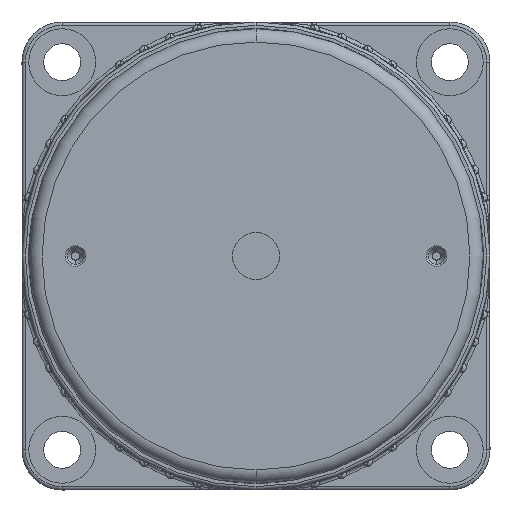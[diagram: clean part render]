
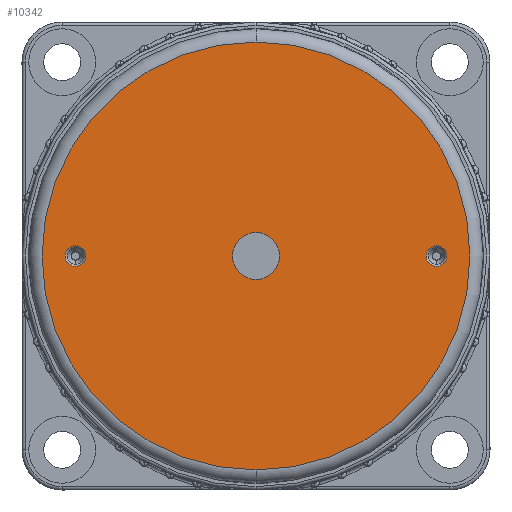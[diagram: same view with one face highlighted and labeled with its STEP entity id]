
A CAD part, left-side view. The second image highlights one B-rep face of the part: STEP entity #10342.
In plain terms, the highlighted planar face has unit normal (-1, 0, 0).
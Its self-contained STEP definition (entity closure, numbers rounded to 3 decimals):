
#77 = DIRECTION ( 'NONE',  ( 0., 0., 1. ) ) ;
#497 = ORIENTED_EDGE ( 'NONE', *, *, #3770, .F. ) ;
#526 = CARTESIAN_POINT ( 'NONE',  ( 0., -27., 0. ) ) ;
#632 = CIRCLE ( 'NONE', #16119, 1.525 ) ;
#755 = DIRECTION ( 'NONE',  ( -1., 0., 0. ) ) ;
#990 = DIRECTION ( 'NONE',  ( 1., 0., 0. ) ) ;
#1093 = ORIENTED_EDGE ( 'NONE', *, *, #11139, .F. ) ;
#1226 = ORIENTED_EDGE ( 'NONE', *, *, #11144, .F. ) ;
#1316 = CIRCLE ( 'NONE', #2731, 1.525 ) ;
#1368 = AXIS2_PLACEMENT_3D ( 'NONE', #8286, #755, #9548 ) ;
#1811 = DIRECTION ( 'NONE',  ( 0., 0., 1. ) ) ;
#2244 = CARTESIAN_POINT ( 'NONE',  ( 0., 0., -3.5 ) ) ;
#2516 = FACE_BOUND ( 'NONE', #16143, .T. ) ;
#2731 = AXIS2_PLACEMENT_3D ( 'NONE', #15094, #7625, #77 ) ;
#2894 = FACE_BOUND ( 'NONE', #3045, .T. ) ;
#2913 = CARTESIAN_POINT ( 'NONE',  ( 0., 0., -32. ) ) ;
#3045 = EDGE_LOOP ( 'NONE', ( #4585, #1093 ) ) ;
#3666 = CIRCLE ( 'NONE', #1368, 32. ) ;
#3753 = VERTEX_POINT ( 'NONE', #2244 ) ;
#3770 = EDGE_CURVE ( 'NONE', #4015, #15728, #5808, .T. ) ;
#3812 = CARTESIAN_POINT ( 'NONE',  ( 0., 0., 0. ) ) ;
#3991 = ORIENTED_EDGE ( 'NONE', *, *, #10849, .T. ) ;
#4015 = VERTEX_POINT ( 'NONE', #14050 ) ;
#4057 = EDGE_LOOP ( 'NONE', ( #3991, #9824 ) ) ;
#4508 = EDGE_CURVE ( 'NONE', #4987, #16234, #632, .T. ) ;
#4520 = DIRECTION ( 'NONE',  ( -1., 0., 0. ) ) ;
#4585 = ORIENTED_EDGE ( 'NONE', *, *, #9260, .F. ) ;
#4652 = DIRECTION ( 'NONE',  ( -1., 0., 0. ) ) ;
#4973 = AXIS2_PLACEMENT_3D ( 'NONE', #7348, #16097, #8599 ) ;
#4987 = VERTEX_POINT ( 'NONE', #10174 ) ;
#5077 = DIRECTION ( 'NONE',  ( 0., 0., 1. ) ) ;
#5278 = CARTESIAN_POINT ( 'NONE',  ( 0., 0., 3.5 ) ) ;
#5808 = CIRCLE ( 'NONE', #4973, 1.525 ) ;
#5984 = PLANE ( 'NONE',  #10709 ) ;
#6028 = CARTESIAN_POINT ( 'NONE',  ( 0., -27., -1.525 ) ) ;
#7348 = CARTESIAN_POINT ( 'NONE',  ( 0., 27., 0. ) ) ;
#7392 = DIRECTION ( 'NONE',  ( -1., 0., 0. ) ) ;
#7625 = DIRECTION ( 'NONE',  ( -1., 0., 0. ) ) ;
#7949 = CARTESIAN_POINT ( 'NONE',  ( 0., 0., 32. ) ) ;
#8093 = VERTEX_POINT ( 'NONE', #7949 ) ;
#8195 = ORIENTED_EDGE ( 'NONE', *, *, #14451, .F. ) ;
#8286 = CARTESIAN_POINT ( 'NONE',  ( 0., 0., 0. ) ) ;
#8396 = CIRCLE ( 'NONE', #12778, 3.5 ) ;
#8509 = CARTESIAN_POINT ( 'NONE',  ( 0., 0., 0. ) ) ;
#8599 = DIRECTION ( 'NONE',  ( 0., 0., 1. ) ) ;
#9260 = EDGE_CURVE ( 'NONE', #13449, #3753, #8396, .T. ) ;
#9317 = DIRECTION ( 'NONE',  ( -1., 0., 0. ) ) ;
#9480 = CIRCLE ( 'NONE', #11411, 32. ) ;
#9521 = CARTESIAN_POINT ( 'NONE',  ( 0., 27., -1.525 ) ) ;
#9548 = DIRECTION ( 'NONE',  ( 0., 0., -1. ) ) ;
#9785 = DIRECTION ( 'NONE',  ( 0., 0., -1. ) ) ;
#9824 = ORIENTED_EDGE ( 'NONE', *, *, #14946, .T. ) ;
#10174 = CARTESIAN_POINT ( 'NONE',  ( 0., -27., 1.525 ) ) ;
#10342 = ADVANCED_FACE ( 'NONE', ( #12503, #2516, #2894, #15851 ), #5984, .F. ) ;
#10709 = AXIS2_PLACEMENT_3D ( 'NONE', #8509, #990, #9785 ) ;
#10849 = EDGE_CURVE ( 'NONE', #15588, #8093, #3666, .T. ) ;
#10937 = CIRCLE ( 'NONE', #15642, 3.5 ) ;
#11139 = EDGE_CURVE ( 'NONE', #3753, #13449, #10937, .T. ) ;
#11144 = EDGE_CURVE ( 'NONE', #15728, #4015, #1316, .T. ) ;
#11411 = AXIS2_PLACEMENT_3D ( 'NONE', #12175, #4652, #15377 ) ;
#12026 = AXIS2_PLACEMENT_3D ( 'NONE', #14856, #7392, #16139 ) ;
#12051 = CARTESIAN_POINT ( 'NONE',  ( 0., 0., 0. ) ) ;
#12175 = CARTESIAN_POINT ( 'NONE',  ( 0., 0., 0. ) ) ;
#12503 = FACE_BOUND ( 'NONE', #14671, .T. ) ;
#12585 = DIRECTION ( 'NONE',  ( -1., 0., 0. ) ) ;
#12778 = AXIS2_PLACEMENT_3D ( 'NONE', #12051, #4520, #13296 ) ;
#13296 = DIRECTION ( 'NONE',  ( 0., 0., 1. ) ) ;
#13449 = VERTEX_POINT ( 'NONE', #5278 ) ;
#14050 = CARTESIAN_POINT ( 'NONE',  ( 0., 27., 1.525 ) ) ;
#14451 = EDGE_CURVE ( 'NONE', #16234, #4987, #14557, .T. ) ;
#14557 = CIRCLE ( 'NONE', #12026, 1.525 ) ;
#14596 = ORIENTED_EDGE ( 'NONE', *, *, #4508, .F. ) ;
#14671 = EDGE_LOOP ( 'NONE', ( #497, #1226 ) ) ;
#14856 = CARTESIAN_POINT ( 'NONE',  ( 0., -27., 0. ) ) ;
#14946 = EDGE_CURVE ( 'NONE', #8093, #15588, #9480, .T. ) ;
#15094 = CARTESIAN_POINT ( 'NONE',  ( 0., 27., 0. ) ) ;
#15377 = DIRECTION ( 'NONE',  ( 0., 0., -1. ) ) ;
#15588 = VERTEX_POINT ( 'NONE', #2913 ) ;
#15642 = AXIS2_PLACEMENT_3D ( 'NONE', #3812, #12585, #5077 ) ;
#15728 = VERTEX_POINT ( 'NONE', #9521 ) ;
#15851 = FACE_OUTER_BOUND ( 'NONE', #4057, .T. ) ;
#16097 = DIRECTION ( 'NONE',  ( -1., 0., 0. ) ) ;
#16119 = AXIS2_PLACEMENT_3D ( 'NONE', #526, #9317, #1811 ) ;
#16139 = DIRECTION ( 'NONE',  ( 0., 0., 1. ) ) ;
#16143 = EDGE_LOOP ( 'NONE', ( #14596, #8195 ) ) ;
#16234 = VERTEX_POINT ( 'NONE', #6028 ) ;
